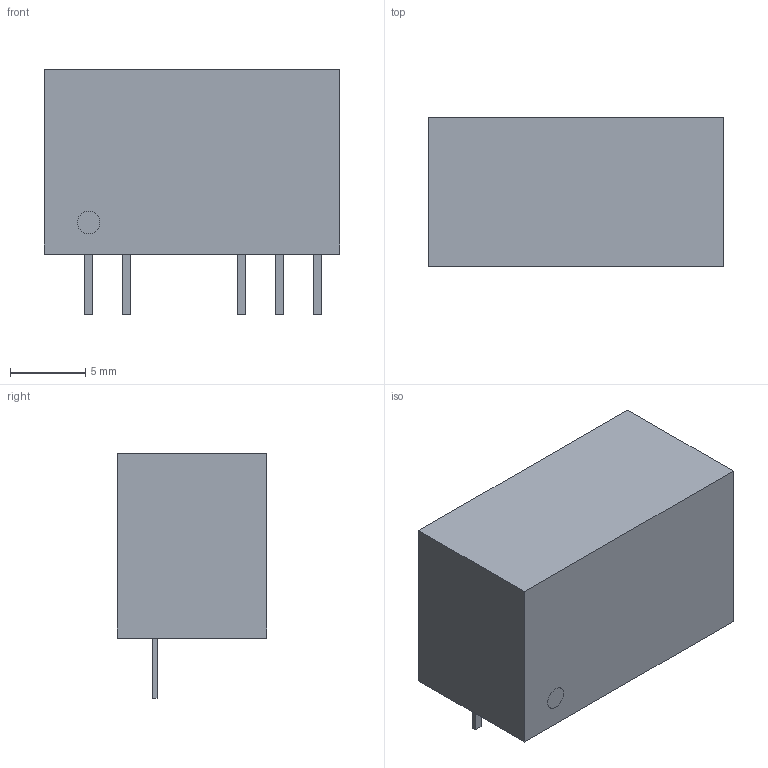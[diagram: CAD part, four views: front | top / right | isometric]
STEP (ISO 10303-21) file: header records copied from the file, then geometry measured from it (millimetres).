
FILE_DESCRIPTION((''),'2;1');
FILE_NAME('DCDC_MURATA_MEJ2.stp','2014-12-18T11:23:49',(''),(''),'Mechanical Desktop 2011','Mechanical Desktop 2011',', , ');
FILE_SCHEMA(('AUTOMOTIVE_DESIGN { 1 2 10303 214 1 1 1 1 }'));
Length unit declared in the file: millimetre
Products named in the file (1): Product
Bounding box: 19.65 x 9.95 x 16.25 mm (x, y, z)
Volume: 2398.4 mm3; surface area: 1155.9 mm2
Topology: 7 solids, 7 shells, 43 faces, 84 edges, 56 vertices
Faces by surface type: plane 39, cylinder 4
Entity records: 1139 total; most frequent: CARTESIAN_POINT 184, DIRECTION 180, ORIENTED_EDGE 168, EDGE_CURVE 84, VECTOR 76, LINE 76, VERTEX_POINT 56, AXIS2_PLACEMENT_3D 52
